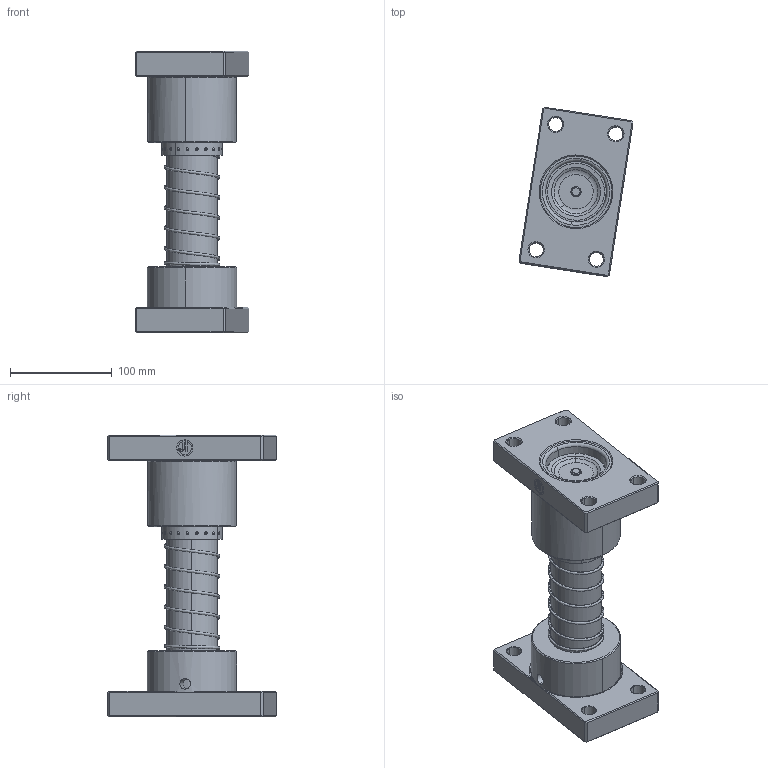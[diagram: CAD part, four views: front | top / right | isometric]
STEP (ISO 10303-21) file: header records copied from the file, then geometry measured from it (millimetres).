
FILE_DESCRIPTION (( 'STEP AP214' ), '1' );
FILE_NAME ('HYJ-D50-L220.STEP', '2021-09-23T03:21:37', ( 'User' ), ( 'china' ), 'SwSTEP 2.0', 'SolidWorks 2016', '' );
FILE_SCHEMA (( 'AUTOMOTIVE_DESIGN' ));
Length unit declared in the file: millimetre
Products named in the file (12): STM-56-L57; BJ-59.5-50.5-L90; SAB-D50; SAB-D50傍杶; MGH-D50; MGM-D50-L220; HYJ-D50-L220; HWP-D55.7-50.5-L140; STMY-PD50; STMY-5; STM-M20蹟簽
Assembly tree (12 placements, depth 3):
  HYJ-D50-L220
    MGM-D50-L220
    MGH-D50
    SAB-D50
      SAB-D50
      SAB-D50傍杶
    BJ-59.5-50.5-L90
    STMY-PD50
      STM-56-L57
      STM-M20蹟簽
      STMY-5  x2
    HWP-D55.7-50.5-L140
Bounding box: 112.17 x 166.39 x 277.35 mm (x, y, z)
Volume: 1409897.5 mm3; surface area: 267638.2 mm2
Topology: 10 solids, 10 shells, 1164 faces, 2445 edges, 1734 vertices
Faces by surface type: sphere 880, plane 104, cylinder 84, cone 62, torus 19, bspline 15
Entity records: 63157 total; most frequent: CARTESIAN_POINT 28520, DIRECTION 4887, ORIENTED_EDGE 4838, EDGE_CURVE 2419, AXIS2_PLACEMENT_3D 2273, VERTEX_POINT 1718, EDGE_LOOP 1619, ADVANCED_FACE 1154
